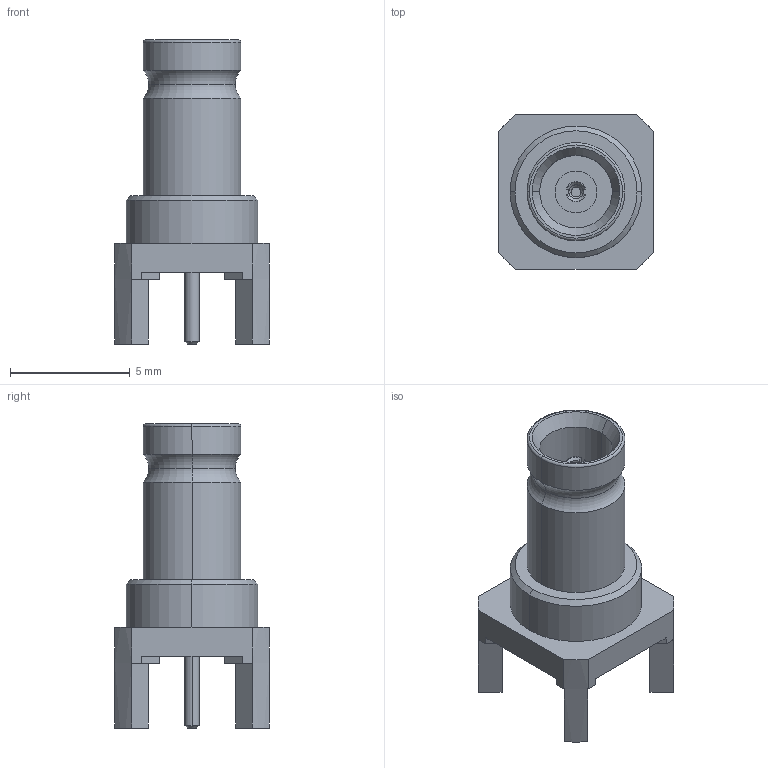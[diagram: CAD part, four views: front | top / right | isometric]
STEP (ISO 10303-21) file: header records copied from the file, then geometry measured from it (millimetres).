
FILE_DESCRIPTION (( 'STEP AP214' ), '1' );
FILE_NAME ('52-450-1-D36.STEP', '2024-07-31T13:41:06', ( '' ), ( '' ), 'SwSTEP 2.0', 'SolidWorks 2023', '' );
FILE_SCHEMA (( 'AUTOMOTIVE_DESIGN' ));
Length unit declared in the file: millimetre
Products named in the file (1): 52-450-1-D36
Bounding box: 6.45 x 6.45 x 12.7 mm (x, y, z)
Surface area: 410 mm2 (no closed solid volume)
Topology: 0 solids, 4 shells, 85 faces, 226 edges, 148 vertices
Faces by surface type: plane 41, cylinder 30, cone 8, torus 6
Entity records: 2665 total; most frequent: DIRECTION 488, CARTESIAN_POINT 472, ORIENTED_EDGE 426, EDGE_CURVE 226, AXIS2_PLACEMENT_3D 180, VERTEX_POINT 148, LINE 128, VECTOR 128
